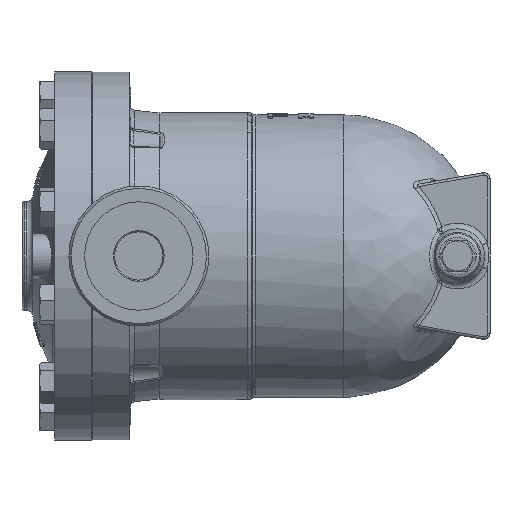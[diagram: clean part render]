
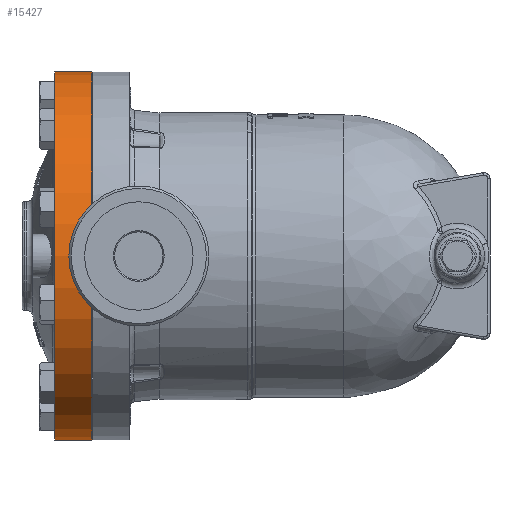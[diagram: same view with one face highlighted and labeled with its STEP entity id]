
A CAD part, left-side view. The second image highlights one B-rep face of the part: STEP entity #15427.
In plain terms, the highlighted cylindrical face has radius 152.5 mm (diameter 305 mm), a full revolution.
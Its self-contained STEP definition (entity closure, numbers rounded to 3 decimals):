
#15194=CARTESIAN_POINT('',(152.5,31.8,0.));
#15195=VERTEX_POINT('',#15194);
#15196=CARTESIAN_POINT('',(0.0,31.8,0.0));
#15197=DIRECTION('',(0.0,-1.0,0.0));
#15198=DIRECTION('',(-1.0,0.0,0.0));
#15199=AXIS2_PLACEMENT_3D('',#15196,#15197,#15198);
#15200=CIRCLE('',#15199,152.5);
#15201=EDGE_CURVE('',#15195,#15195,#15200,.T.);
#15363=CARTESIAN_POINT('',(152.5,1.0,0.));
#15364=VERTEX_POINT('',#15363);
#15365=CARTESIAN_POINT('',(0.0,1.0,0.0));
#15366=DIRECTION('',(0.0,-1.0,0.0));
#15367=DIRECTION('',(-1.0,0.0,0.0));
#15368=AXIS2_PLACEMENT_3D('',#15365,#15366,#15367);
#15369=CIRCLE('',#15368,152.5);
#15370=EDGE_CURVE('',#15364,#15364,#15369,.T.);
#15416=CARTESIAN_POINT('',(0.0,1.0,0.0));
#15417=DIRECTION('',(0.0,1.0,0.0));
#15418=DIRECTION('',(-1.0,0.0,0.0));
#15419=AXIS2_PLACEMENT_3D('',#15416,#15417,#15418);
#15420=CYLINDRICAL_SURFACE('',#15419,152.5);
#15421=ORIENTED_EDGE('',*,*,#15201,.T.);
#15422=EDGE_LOOP('',(#15421));
#15423=FACE_OUTER_BOUND('',#15422,.T.);
#15424=ORIENTED_EDGE('',*,*,#15370,.F.);
#15425=EDGE_LOOP('',(#15424));
#15426=FACE_BOUND('',#15425,.T.);
#15427=ADVANCED_FACE('',(#15423,#15426),#15420,.T.);
